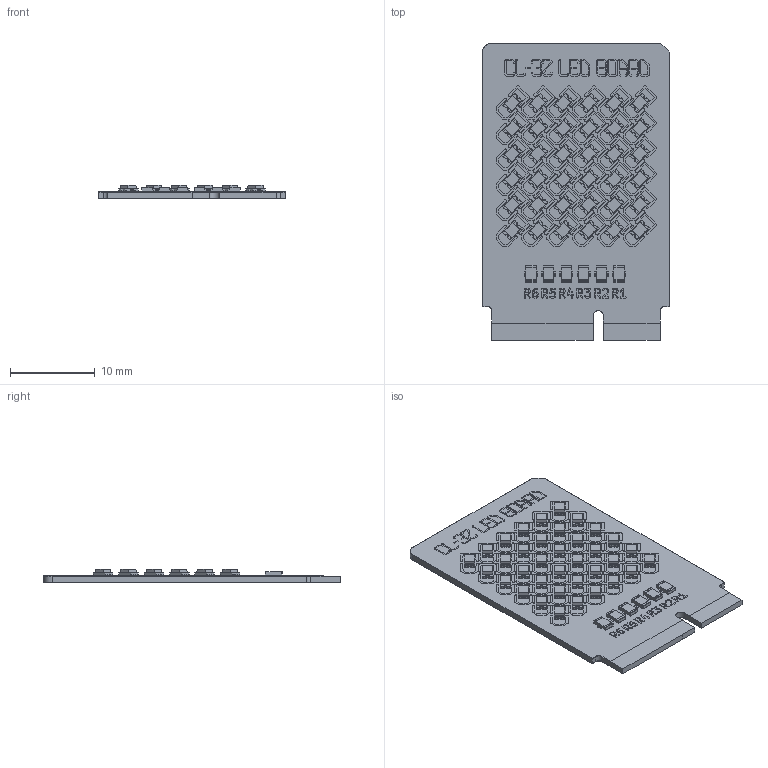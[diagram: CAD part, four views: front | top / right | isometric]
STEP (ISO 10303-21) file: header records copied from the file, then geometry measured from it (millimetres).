
FILE_DESCRIPTION(('KiCad electronic assembly'),'2;1');
FILE_NAME('CL-32-LED.step','2025-10-23T22:09:30',('Pcbnew'),('Kicad'), 'Open CASCADE STEP processor 7.9','KiCad to STEP converter','Unknown' );
FILE_SCHEMA(('AUTOMOTIVE_DESIGN { 1 0 10303 214 1 1 1 1 }'));
Length unit declared in the file: millimetre
Products named in the file (7): CL-32-LED 1; LED-SMD_L2.0-W1.3-H0.8; R_0805_2012Metric; CL-32-LED_silkscreen; CL-32-LED_soldermask; CL-32-LED_PCB
Assembly tree (46 placements, depth 2):
  CL-32-LED 1
    LED-SMD_L2.0-W1.3-H0.8  x36
    R_0805_2012Metric  x6
    CL-32-LED_silkscreen
    CL-32-LED_soldermask
    CL-32-LED_soldermask
    CL-32-LED_PCB
Bounding box: 22 x 35 x 1.54 mm (x, y, z)
Volume: 600.9 mm3; surface area: 3766.8 mm2
Topology: 223 solids, 370 shells, 12130 faces, 33832 edges, 23231 vertices
Faces by surface type: plane 7866, bspline 4032, cylinder 232
Entity records: 34933 total; most frequent: CARTESIAN_POINT 8424, DIRECTION 4221, ORIENTED_EDGE 4031, EDGE_CURVE 3042, VERTEX_POINT 2711, LINE 2317, VECTOR 2317, AXIS2_PLACEMENT_3D 952
